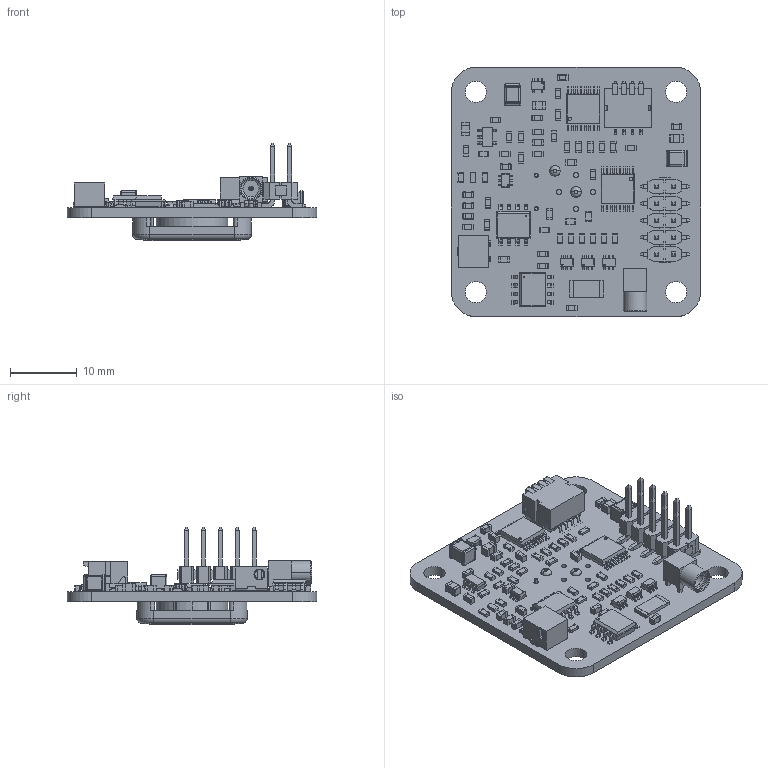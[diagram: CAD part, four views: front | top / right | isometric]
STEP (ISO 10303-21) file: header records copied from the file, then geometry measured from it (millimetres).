
FILE_DESCRIPTION (( 'STEP AP214' ), '1' );
FILE_NAME ('TTN235960.STEP', '2021-04-02T18:15:43', ( '' ), ( '' ), 'SwSTEP 2.0', 'SolidWorks 2018', '' );
FILE_SCHEMA (( 'AUTOMOTIVE_DESIGN' ));
Length unit declared in the file: inch
Products named in the file (1): TTN235960
Bounding box: 37.34 x 37.34 x 14.64 mm (x, y, z)
Volume: 3412 mm3; surface area: 6287.4 mm2
Topology: 75 solids, 76 shells, 4124 faces, 10685 edges, 6638 vertices
Faces by surface type: plane 2876, cylinder 1012, sphere 180, torus 28, cone 27, bspline 1
Entity records: 177080 total; most frequent: CARTESIAN_POINT 21456, ORIENTED_EDGE 21006, DIRECTION 20835, EDGE_CURVE 10503, LINE 8371, VECTOR 8371, VERTEX_POINT 6636, AXIS2_PLACEMENT_3D 6232
